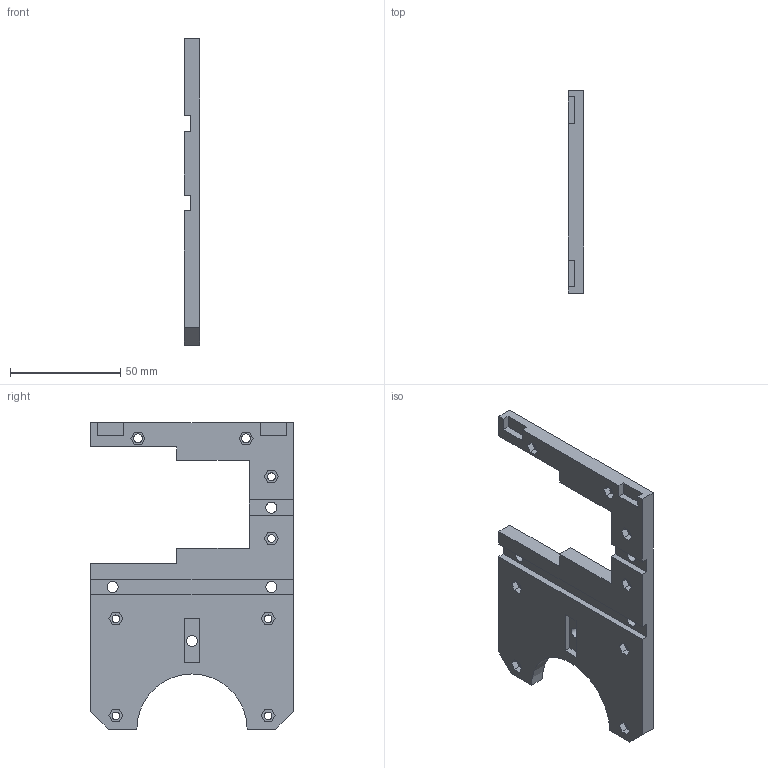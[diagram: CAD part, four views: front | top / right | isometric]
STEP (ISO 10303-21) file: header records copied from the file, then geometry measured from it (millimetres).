
FILE_DESCRIPTION(/* description */ (''),/* implementation_level */ '2;1');
FILE_NAME(/* name */ 'bunnplate.step',/* time_stamp */ '2020-05-06T11:31:38+02:00',/* author */ (''),/* organization */ (''),/* preprocessor_version */ 'ST-DEVELOPER v18.1',/* originating_system */ 'Autodesk Translation Framework v9.2.0.1227',/* authorisation */ '');
FILE_SCHEMA (('AUTOMOTIVE_DESIGN { 1 0 10303 214 3 1 1 }'));
Length unit declared in the file: millimetre
Products named in the file (1): bunnplate
Bounding box: 7 x 92 x 138.84 mm (x, y, z)
Volume: 53927.9 mm3; surface area: 22630.9 mm2
Topology: 1 solids, 1 shells, 107 faces, 294 edges, 198 vertices
Faces by surface type: plane 94, cylinder 13
Full cylindrical faces by diameter (mm): 3.5 x6, 4 x2, 5 x4
Entity records: 3449 total; most frequent: CARTESIAN_POINT 600, ORIENTED_EDGE 588, DIRECTION 542, EDGE_CURVE 294, LINE 262, VECTOR 262, VERTEX_POINT 198, EDGE_LOOP 140
